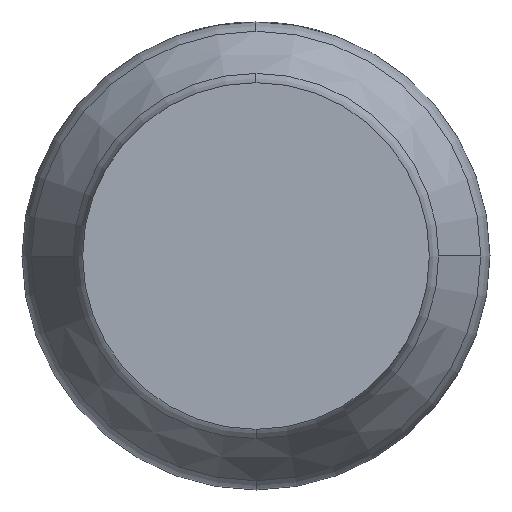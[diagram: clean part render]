
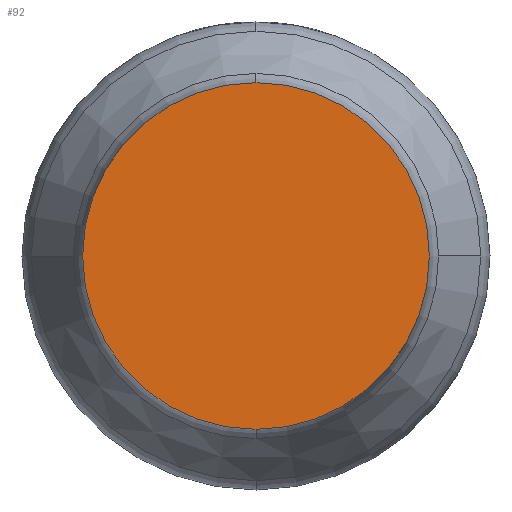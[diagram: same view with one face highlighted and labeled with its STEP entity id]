
A CAD part, front view. The second image highlights one B-rep face of the part: STEP entity #92.
In plain terms, the highlighted planar face has unit normal (0, -1, 0).
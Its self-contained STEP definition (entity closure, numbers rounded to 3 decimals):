
#92=ADVANCED_FACE('',(#194),#195,.T.);
#194=FACE_OUTER_BOUND('',#297,.T.);
#195=PLANE('',#298);
#297=EDGE_LOOP('',(#665,#666,#667));
#298=AXIS2_PLACEMENT_3D('',#668,#669,#670);
#665=ORIENTED_EDGE('',*,*,#681,.F.);
#666=ORIENTED_EDGE('',*,*,#680,.F.);
#667=ORIENTED_EDGE('',*,*,#795,.F.);
#668=CARTESIAN_POINT('',(-2.5,-19.067,0.0));
#669=DIRECTION('',(0.0,-1.0,-0.0));
#670=DIRECTION('',(1.0,0.0,0.0));
#680=EDGE_CURVE('',#796,#799,#800,.T.);
#681=EDGE_CURVE('',#799,#801,#802,.T.);
#795=EDGE_CURVE('',#801,#796,#990,.T.);
#796=VERTEX_POINT('',#991);
#799=VERTEX_POINT('',#994);
#800=CIRCLE('',#995,5.0);
#801=VERTEX_POINT('',#996);
#802=CIRCLE('',#997,5.0);
#990=CIRCLE('',#1310,5.0);
#991=CARTESIAN_POINT('',(0.,-19.067,-5.0));
#994=CARTESIAN_POINT('',(-5.0,-19.067,0.0));
#995=AXIS2_PLACEMENT_3D('',#1314,#1315,#1316);
#996=CARTESIAN_POINT('',(0.,-19.067,5.0));
#997=AXIS2_PLACEMENT_3D('',#1317,#1318,#1319);
#1310=AXIS2_PLACEMENT_3D('',#1535,#1536,#1537);
#1314=CARTESIAN_POINT('',(0.0,-19.067,0.0));
#1315=DIRECTION('',(0.0,1.0,0.0));
#1316=DIRECTION('',(-1.0,0.0,0.0));
#1317=CARTESIAN_POINT('',(0.0,-19.067,0.0));
#1318=DIRECTION('',(0.0,1.0,0.0));
#1319=DIRECTION('',(-1.0,0.0,0.0));
#1535=CARTESIAN_POINT('',(0.0,-19.067,0.0));
#1536=DIRECTION('',(0.0,1.0,0.0));
#1537=DIRECTION('',(-1.0,0.0,0.0));
